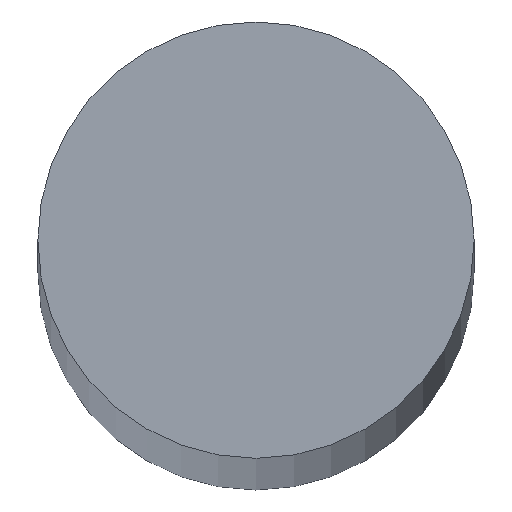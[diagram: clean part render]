
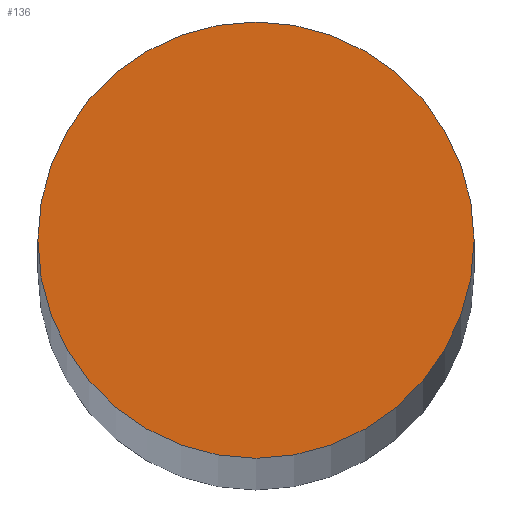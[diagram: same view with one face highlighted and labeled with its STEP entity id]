
A CAD part, top view. The second image highlights one B-rep face of the part: STEP entity #136.
In plain terms, the highlighted planar face has unit normal (0, 0, 1).
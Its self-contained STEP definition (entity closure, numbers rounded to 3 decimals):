
#1 = EDGE_CURVE ( 'NONE', #54, #46, #59, .T. ) ;
#3 = DIRECTION ( 'NONE',  ( 0., 0., 1. ) ) ;
#11 = AXIS2_PLACEMENT_3D ( 'NONE', #48, #41, #82 ) ;
#17 = CARTESIAN_POINT ( 'NONE',  ( 0., 0., 1000. ) ) ;
#22 = AXIS2_PLACEMENT_3D ( 'NONE', #120, #3, #124 ) ;
#23 = EDGE_LOOP ( 'NONE', ( #108, #90 ) ) ;
#34 = AXIS2_PLACEMENT_3D ( 'NONE', #17, #42, #104 ) ;
#41 = DIRECTION ( 'NONE',  ( 0., 0., 1. ) ) ;
#42 = DIRECTION ( 'NONE',  ( 0., 0., 1. ) ) ;
#46 = VERTEX_POINT ( 'NONE', #58 ) ;
#48 = CARTESIAN_POINT ( 'NONE',  ( 0., 0., 1000. ) ) ;
#54 = VERTEX_POINT ( 'NONE', #134 ) ;
#58 = CARTESIAN_POINT ( 'NONE',  ( 12., 0., 1000. ) ) ;
#59 = CIRCLE ( 'NONE', #22, 12. ) ;
#67 = PLANE ( 'NONE',  #34 ) ;
#82 = DIRECTION ( 'NONE',  ( 1., 0., 0. ) ) ;
#85 = CIRCLE ( 'NONE', #11, 12. ) ;
#90 = ORIENTED_EDGE ( 'NONE', *, *, #119, .T. ) ;
#104 = DIRECTION ( 'NONE',  ( 1., 0., 0. ) ) ;
#108 = ORIENTED_EDGE ( 'NONE', *, *, #1, .T. ) ;
#115 = FACE_OUTER_BOUND ( 'NONE', #23, .T. ) ;
#119 = EDGE_CURVE ( 'NONE', #46, #54, #85, .T. ) ;
#120 = CARTESIAN_POINT ( 'NONE',  ( 0., 0., 1000. ) ) ;
#124 = DIRECTION ( 'NONE',  ( 1., 0., 0. ) ) ;
#134 = CARTESIAN_POINT ( 'NONE',  ( -12., 0., 1000. ) ) ;
#136 = ADVANCED_FACE ( 'NONE', ( #115 ), #67, .T. ) ;
